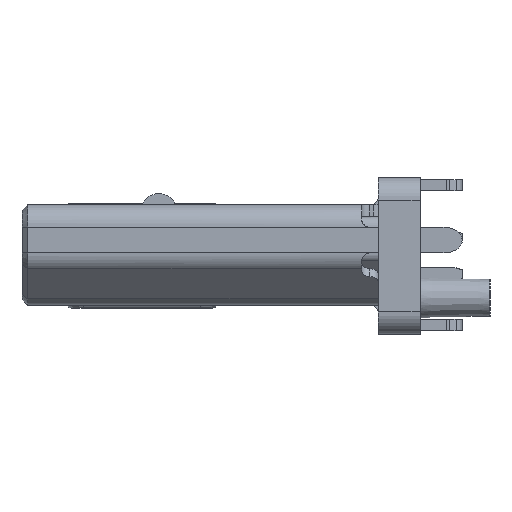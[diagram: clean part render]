
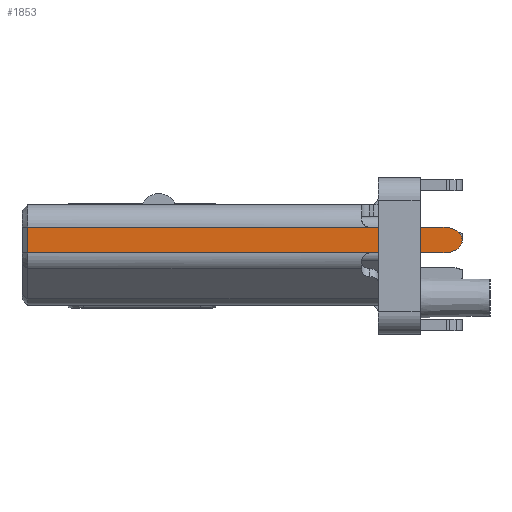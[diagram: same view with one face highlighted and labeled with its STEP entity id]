
A CAD part, left-side view. The second image highlights one B-rep face of the part: STEP entity #1853.
In plain terms, the highlighted face is planar.
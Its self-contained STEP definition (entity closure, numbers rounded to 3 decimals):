
#1853 = ADVANCED_FACE( 'NONE', ( #3767 ), #3768, .T. );
#3767 = FACE_OUTER_BOUND( '', #5951, .T. );
#3768 = PLANE( '', #5952 );
#5951 = EDGE_LOOP( '', ( #11407, #11408, #11409, #11410, #11411, #11412, #11413, #11414, #11415, #11416, #11417, #11418, #11419, #11420, #11421, #11422, #11423, #11424, #11425, #11426 ) );
#5952 = AXIS2_PLACEMENT_3D( '', #11427, #11428, #11429 );
#11407 = ORIENTED_EDGE( '', *, *, #12868, .F. );
#11408 = ORIENTED_EDGE( '', *, *, #12925, .T. );
#11409 = ORIENTED_EDGE( '', *, *, #14951, .T. );
#11410 = ORIENTED_EDGE( '', *, *, #14952, .F. );
#11411 = ORIENTED_EDGE( '', *, *, #14564, .F. );
#11412 = ORIENTED_EDGE( '', *, *, #14740, .F. );
#11413 = ORIENTED_EDGE( '', *, *, #14874, .T. );
#11414 = ORIENTED_EDGE( '', *, *, #13399, .F. );
#11415 = ORIENTED_EDGE( '', *, *, #13334, .F. );
#11416 = ORIENTED_EDGE( '', *, *, #14552, .T. );
#11417 = ORIENTED_EDGE( '', *, *, #12848, .T. );
#11418 = ORIENTED_EDGE( '', *, *, #14953, .T. );
#11419 = ORIENTED_EDGE( '', *, *, #12773, .T. );
#11420 = ORIENTED_EDGE( '', *, *, #13844, .F. );
#11421 = ORIENTED_EDGE( '', *, *, #12737, .T. );
#11422 = ORIENTED_EDGE( '', *, *, #13071, .F. );
#11423 = ORIENTED_EDGE( '', *, *, #14954, .T. );
#11424 = ORIENTED_EDGE( '', *, *, #14896, .T. );
#11425 = ORIENTED_EDGE( '', *, *, #13941, .F. );
#11426 = ORIENTED_EDGE( '', *, *, #14418, .F. );
#11427 = CARTESIAN_POINT( '', ( 3.425, 0.27, 2.79 ) );
#11428 = DIRECTION( '', ( 1., 0., 0. ) );
#11429 = DIRECTION( '', ( 0., 1., 0. ) );
#12737 = EDGE_CURVE( 'NONE', #15312, #15316, #15318, .T. );
#12773 = EDGE_CURVE( 'NONE', #15385, #15383, #15386, .T. );
#12848 = EDGE_CURVE( 'NONE', #15521, #15519, #15522, .T. );
#12868 = EDGE_CURVE( 'NONE', #15556, #15557, #15558, .T. );
#12925 = EDGE_CURVE( 'NONE', #15556, #15659, #15660, .T. );
#13071 = EDGE_CURVE( 'NONE', #15917, #15316, #15919, .T. );
#13334 = EDGE_CURVE( 'NONE', #16366, #16359, #16368, .T. );
#13399 = EDGE_CURVE( 'NONE', #16359, #16477, #16478, .T. );
#13844 = EDGE_CURVE( 'NONE', #15312, #15383, #17181, .T. );
#13941 = EDGE_CURVE( 'NONE', #17327, #17329, #17330, .T. );
#14418 = EDGE_CURVE( 'NONE', #15557, #17327, #18007, .T. );
#14552 = EDGE_CURVE( 'NONE', #16366, #15521, #18185, .T. );
#14564 = EDGE_CURVE( 'NONE', #18199, #18200, #18201, .T. );
#14740 = EDGE_CURVE( 'NONE', #18427, #18199, #18429, .T. );
#14874 = EDGE_CURVE( 'NONE', #18427, #16477, #18585, .T. );
#14896 = EDGE_CURVE( 'NONE', #18608, #17329, #18609, .T. );
#14951 = EDGE_CURVE( 'NONE', #15659, #18672, #18673, .T. );
#14952 = EDGE_CURVE( 'NONE', #18200, #18672, #18674, .T. );
#14953 = EDGE_CURVE( 'NONE', #15519, #15385, #18675, .T. );
#14954 = EDGE_CURVE( 'NONE', #15917, #18608, #18676, .T. );
#15312 = VERTEX_POINT( 'NONE', #19094 );
#15316 = VERTEX_POINT( 'NONE', #19100 );
#15318 = LINE( '', #19103, #19104 );
#15383 = VERTEX_POINT( 'NONE', #19188 );
#15385 = VERTEX_POINT( 'NONE', #19191 );
#15386 = CIRCLE( '', #19192, 0.15 );
#15519 = VERTEX_POINT( 'NONE', #19370 );
#15521 = VERTEX_POINT( 'NONE', #19380 );
#15522 = LINE( '', #19381, #19382 );
#15556 = VERTEX_POINT( 'NONE', #19429 );
#15557 = VERTEX_POINT( 'NONE', #19430 );
#15558 = LINE( '', #19431, #19432 );
#15659 = VERTEX_POINT( 'NONE', #19573 );
#15660 = LINE( '', #19574, #19575 );
#15917 = VERTEX_POINT( 'NONE', #19926 );
#15919 = CIRCLE( '', #19929, 0.15 );
#16359 = VERTEX_POINT( 'NONE', #20546 );
#16366 = VERTEX_POINT( 'NONE', #20562 );
#16368 = LINE( '', #20564, #20565 );
#16477 = VERTEX_POINT( 'NONE', #20711 );
#16478 = LINE( '', #20712, #20713 );
#17181 = CIRCLE( '', #21697, 0.15 );
#17327 = VERTEX_POINT( 'NONE', #21916 );
#17329 = VERTEX_POINT( 'NONE', #21919 );
#17330 = LINE( '', #21920, #21921 );
#18007 = CIRCLE( '', #22914, 0.192 );
#18185 = LINE( '', #23163, #23164 );
#18199 = VERTEX_POINT( 'NONE', #23182 );
#18200 = VERTEX_POINT( 'NONE', #23183 );
#18201 = LINE( '', #23184, #23185 );
#18427 = VERTEX_POINT( 'NONE', #23515 );
#18429 = CIRCLE( '', #23518, 0.15 );
#18585 = CIRCLE( '', #23736, 0.15 );
#18608 = VERTEX_POINT( 'NONE', #23765 );
#18609 = LINE( '', #23766, #23767 );
#18672 = VERTEX_POINT( 'NONE', #23851 );
#18673 = CIRCLE( '', #23852, 0.15 );
#18674 = CIRCLE( '', #23853, 0.15 );
#18675 = LINE( '', #23854, #23855 );
#18676 = CIRCLE( '', #23856, 0.15 );
#19094 = CARTESIAN_POINT( '', ( 3.425, 0.001, -0.557 ) );
#19100 = CARTESIAN_POINT( '', ( 3.425, 0.022, -0.607 ) );
#19103 = CARTESIAN_POINT( '', ( 3.425, 0.012, -0.582 ) );
#19104 = VECTOR( '', #24246, 1000. );
#19188 = CARTESIAN_POINT( '', ( 3.425, 0.015, -0.417 ) );
#19191 = CARTESIAN_POINT( '', ( 3.425, 0.04, -0.334 ) );
#19192 = AXIS2_PLACEMENT_3D( '', #24300, #24301, #24302 );
#19370 = CARTESIAN_POINT( '', ( 3.425, 0.04, 0.15 ) );
#19380 = CARTESIAN_POINT( '', ( 3.425, 0.04, 6.28 ) );
#19381 = CARTESIAN_POINT( '', ( 3.425, 0.04, 2.79 ) );
#19382 = VECTOR( '', #24390, 1000. );
#19429 = CARTESIAN_POINT( '', ( 3.425, 0.5, -1.25 ) );
#19430 = CARTESIAN_POINT( '', ( 3.425, 0.448, -1.379 ) );
#19431 = CARTESIAN_POINT( '', ( 3.425, 0.45, -1.375 ) );
#19432 = VECTOR( '', #24410, 1000. );
#19573 = CARTESIAN_POINT( '', ( 3.425, 0.5, -0.68 ) );
#19574 = CARTESIAN_POINT( '', ( 3.425, 0.5, -0.5 ) );
#19575 = VECTOR( '', #24469, 1000. );
#19926 = CARTESIAN_POINT( '', ( 3.425, 0.025, -0.615 ) );
#19929 = AXIS2_PLACEMENT_3D( '', #24672, #24673, #24674 );
#20546 = CARTESIAN_POINT( '', ( 3.425, 0.5, 0.15 ) );
#20562 = CARTESIAN_POINT( '', ( 3.425, 0.5, 6.28 ) );
#20564 = CARTESIAN_POINT( '', ( 3.425, 0.5, 2.79 ) );
#20565 = VECTOR( '', #25008, 1000. );
#20711 = CARTESIAN_POINT( '', ( 3.425, 0.5, -0.334 ) );
#20712 = CARTESIAN_POINT( '', ( 3.425, 0.5, 0.075 ) );
#20713 = VECTOR( '', #25088, 1000. );
#21697 = AXIS2_PLACEMENT_3D( '', #25611, #25612, #25613 );
#21916 = CARTESIAN_POINT( '', ( 3.425, 0.092, -1.379 ) );
#21919 = CARTESIAN_POINT( '', ( 3.425, 0.04, -1.25 ) );
#21920 = CARTESIAN_POINT( '', ( 3.425, 0.09, -1.375 ) );
#21921 = VECTOR( '', #25700, 1000. );
#22914 = AXIS2_PLACEMENT_3D( '', #26212, #26213, #26214 );
#23163 = CARTESIAN_POINT( '', ( 3.425, 0.27, 6.28 ) );
#23164 = VECTOR( '', #26364, 1000. );
#23182 = CARTESIAN_POINT( '', ( 3.425, 0.539, -0.557 ) );
#23183 = CARTESIAN_POINT( '', ( 3.425, 0.518, -0.607 ) );
#23184 = CARTESIAN_POINT( '', ( 3.425, 0.528, -0.582 ) );
#23185 = VECTOR( '', #26372, 1000. );
#23515 = CARTESIAN_POINT( '', ( 3.425, 0.525, -0.417 ) );
#23518 = AXIS2_PLACEMENT_3D( '', #26567, #26568, #26569 );
#23736 = AXIS2_PLACEMENT_3D( '', #26717, #26718, #26719 );
#23765 = CARTESIAN_POINT( '', ( 3.425, 0.04, -0.68 ) );
#23766 = CARTESIAN_POINT( '', ( 3.425, 0.04, -2.05 ) );
#23767 = VECTOR( '', #26735, 1000. );
#23851 = CARTESIAN_POINT( '', ( 3.425, 0.515, -0.615 ) );
#23852 = AXIS2_PLACEMENT_3D( '', #26778, #26779, #26780 );
#23853 = AXIS2_PLACEMENT_3D( '', #26781, #26782, #26783 );
#23854 = CARTESIAN_POINT( '', ( 3.425, 0.04, -0.167 ) );
#23855 = VECTOR( '', #26784, 1000. );
#23856 = AXIS2_PLACEMENT_3D( '', #26785, #26786, #26787 );
#24246 = DIRECTION( '', ( 0., 0.38, -0.925 ) );
#24300 = CARTESIAN_POINT( '', ( 3.425, -0.11, -0.334 ) );
#24301 = DIRECTION( '', ( -1., 0., 0. ) );
#24302 = DIRECTION( '', ( 0., 0., -1. ) );
#24390 = DIRECTION( '', ( 0., 0., -1. ) );
#24410 = DIRECTION( '', ( 0., -0.371, -0.928 ) );
#24469 = DIRECTION( '', ( 0., 0., 1. ) );
#24672 = CARTESIAN_POINT( '', ( 3.425, 0.161, -0.55 ) );
#24673 = DIRECTION( '', ( -1., 0., 0. ) );
#24674 = DIRECTION( '', ( 0., 0., -1. ) );
#25008 = DIRECTION( '', ( 0., 0., -1. ) );
#25088 = DIRECTION( '', ( 0., 0., -1. ) );
#25611 = CARTESIAN_POINT( '', ( 3.425, 0.14, -0.5 ) );
#25612 = DIRECTION( '', ( -1., 0., 0. ) );
#25613 = DIRECTION( '', ( 0., 0., -1. ) );
#25700 = DIRECTION( '', ( 0., -0.371, 0.928 ) );
#26212 = CARTESIAN_POINT( '', ( 3.425, 0.27, -1.308 ) );
#26213 = DIRECTION( '', ( -1., 0., 0. ) );
#26214 = DIRECTION( '', ( 0., 0., 1. ) );
#26364 = DIRECTION( '', ( 0., -1., 0. ) );
#26372 = DIRECTION( '', ( 0., -0.38, -0.925 ) );
#26567 = CARTESIAN_POINT( '', ( 3.425, 0.4, -0.5 ) );
#26568 = DIRECTION( '', ( -1., 0., 0. ) );
#26569 = DIRECTION( '', ( 0., 0., -1. ) );
#26717 = CARTESIAN_POINT( '', ( 3.425, 0.65, -0.334 ) );
#26718 = DIRECTION( '', ( -1., 0., 0. ) );
#26719 = DIRECTION( '', ( 0., 0., -1. ) );
#26735 = DIRECTION( '', ( 0., 0., -1. ) );
#26778 = CARTESIAN_POINT( '', ( 3.425, 0.65, -0.68 ) );
#26779 = DIRECTION( '', ( -1., 0., 0. ) );
#26780 = DIRECTION( '', ( 0., 0., -1. ) );
#26781 = CARTESIAN_POINT( '', ( 3.425, 0.379, -0.55 ) );
#26782 = DIRECTION( '', ( -1., 0., 0. ) );
#26783 = DIRECTION( '', ( 0., 0., -1. ) );
#26784 = DIRECTION( '', ( 0., 0., -1. ) );
#26785 = CARTESIAN_POINT( '', ( 3.425, -0.11, -0.68 ) );
#26786 = DIRECTION( '', ( -1., 0., 0. ) );
#26787 = DIRECTION( '', ( 0., 0., 1. ) );
